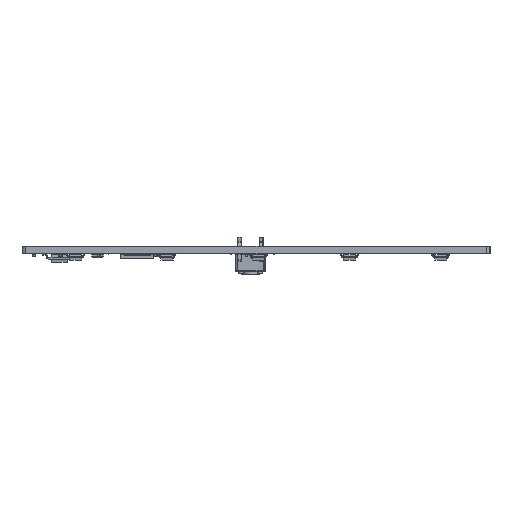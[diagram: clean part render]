
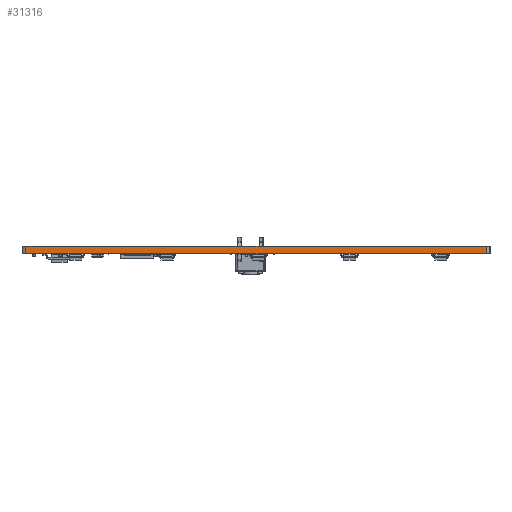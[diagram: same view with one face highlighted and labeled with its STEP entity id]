
A CAD part, left-side view. The second image highlights one B-rep face of the part: STEP entity #31316.
In plain terms, the highlighted planar face has unit normal (-1, 0, 0).
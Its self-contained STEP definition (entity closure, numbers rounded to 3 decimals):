
#22680 = VERTEX_POINT('',#22681);
#22681 = CARTESIAN_POINT('',(46.831,-183.356,0.));
#22688 = EDGE_CURVE('',#22680,#22689,#22691,.T.);
#22689 = VERTEX_POINT('',#22690);
#22690 = CARTESIAN_POINT('',(46.831,-87.313,0.));
#22691 = LINE('',#22692,#22693);
#22692 = CARTESIAN_POINT('',(46.831,-183.356,0.));
#22693 = VECTOR('',#22694,1.);
#22694 = DIRECTION('',(0.,1.,0.));
#26967 = VERTEX_POINT('',#26968);
#26968 = CARTESIAN_POINT('',(46.831,-183.356,1.6));
#26975 = EDGE_CURVE('',#26967,#26976,#26978,.T.);
#26976 = VERTEX_POINT('',#26977);
#26977 = CARTESIAN_POINT('',(46.831,-87.313,1.6));
#26978 = LINE('',#26979,#26980);
#26979 = CARTESIAN_POINT('',(46.831,-183.356,1.6));
#26980 = VECTOR('',#26981,1.);
#26981 = DIRECTION('',(0.,1.,0.));
#31286 = EDGE_CURVE('',#22689,#26976,#31287,.T.);
#31287 = LINE('',#31288,#31289);
#31288 = CARTESIAN_POINT('',(46.831,-87.313,0.));
#31289 = VECTOR('',#31290,1.);
#31290 = DIRECTION('',(0.,0.,1.));
#31316 = ADVANCED_FACE('',(#31317),#31328,.T.);
#31317 = FACE_BOUND('',#31318,.T.);
#31318 = EDGE_LOOP('',(#31319,#31325,#31326,#31327));
#31319 = ORIENTED_EDGE('',*,*,#31320,.T.);
#31320 = EDGE_CURVE('',#22680,#26967,#31321,.T.);
#31321 = LINE('',#31322,#31323);
#31322 = CARTESIAN_POINT('',(46.831,-183.356,0.));
#31323 = VECTOR('',#31324,1.);
#31324 = DIRECTION('',(0.,0.,1.));
#31325 = ORIENTED_EDGE('',*,*,#26975,.T.);
#31326 = ORIENTED_EDGE('',*,*,#31286,.F.);
#31327 = ORIENTED_EDGE('',*,*,#22688,.F.);
#31328 = PLANE('',#31329);
#31329 = AXIS2_PLACEMENT_3D('',#31330,#31331,#31332);
#31330 = CARTESIAN_POINT('',(46.831,-183.356,0.));
#31331 = DIRECTION('',(-1.,0.,0.));
#31332 = DIRECTION('',(0.,1.,0.));
